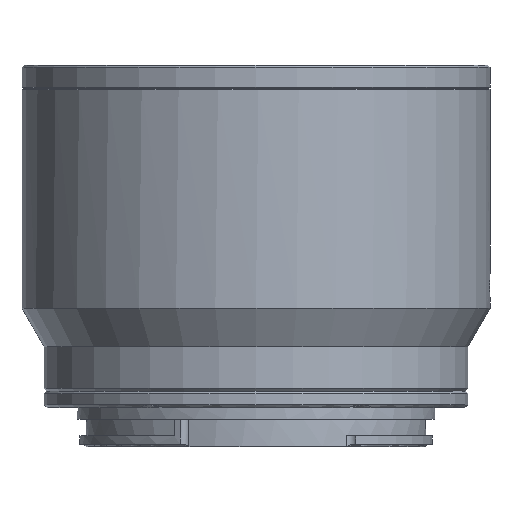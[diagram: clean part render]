
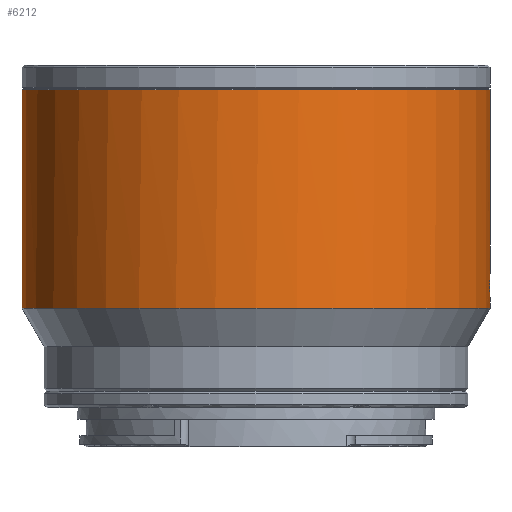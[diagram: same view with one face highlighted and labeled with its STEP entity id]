
A CAD part, front view. The second image highlights one B-rep face of the part: STEP entity #6212.
In plain terms, the highlighted cylindrical face has radius 42.5 mm (diameter 85 mm), a full revolution.
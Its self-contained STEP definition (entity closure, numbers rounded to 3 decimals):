
#242=LINE('',#15349,#581);
#243=LINE('',#15350,#582);
#581=VECTOR('',#9713,1000.);
#582=VECTOR('',#9714,1000.);
#1131=B_SPLINE_CURVE_WITH_KNOTS('',3,(#15351,#15352,#15353,#15354,#15355,
#15356,#15357,#15358,#15359,#15360,#15361,#15362,#15363,#15364,#15365,#15366,
#15367,#15368,#15369,#15370,#15371),.UNSPECIFIED.,.T.,.F.,(1,1,1,1,1,1,
1,1,1,1,1,1,1,1,1,1,1,1,1,1,1,1,1,1,1),(-0.177,-0.12,
-0.06,0.,0.005,0.065,0.127,
0.189,0.251,0.313,0.375,
0.437,0.5,0.542,0.598,
0.653,0.71,0.766,0.823,
0.88,0.94,1.,1.005,1.065,
1.127),.UNSPECIFIED.);
#1238=CYLINDRICAL_SURFACE('',#8480,42.5);
#1928=ORIENTED_EDGE('',*,*,#3429,.T.);
#1929=ORIENTED_EDGE('',*,*,#3430,.F.);
#1930=ORIENTED_EDGE('',*,*,#3186,.T.);
#1931=ORIENTED_EDGE('',*,*,#3431,.T.);
#1932=ORIENTED_EDGE('',*,*,#3417,.F.);
#1933=ORIENTED_EDGE('',*,*,#3432,.T.);
#3186=EDGE_CURVE('',#4047,#4046,#4607,.T.);
#3417=EDGE_CURVE('',#4219,#4219,#4700,.F.);
#3429=EDGE_CURVE('',#4227,#4228,#4704,.F.);
#3430=EDGE_CURVE('',#4047,#4228,#242,.T.);
#3431=EDGE_CURVE('',#4046,#4227,#243,.T.);
#3432=EDGE_CURVE('',#4229,#4229,#1131,.T.);
#4046=VERTEX_POINT('',#14484);
#4047=VERTEX_POINT('',#14486);
#4219=VERTEX_POINT('',#15309);
#4227=VERTEX_POINT('',#15347);
#4228=VERTEX_POINT('',#15348);
#4229=VERTEX_POINT('',#15372);
#4607=CIRCLE('',#8283,42.5);
#4700=CIRCLE('',#8473,42.5);
#4704=CIRCLE('',#8481,42.5);
#5153=EDGE_LOOP('',(#1928,#1929,#1930,#1931));
#5154=EDGE_LOOP('',(#1932));
#5155=EDGE_LOOP('',(#1933));
#5705=FACE_BOUND('',#5153,.T.);
#5706=FACE_BOUND('',#5154,.T.);
#5707=FACE_BOUND('',#5155,.T.);
#6212=ADVANCED_FACE('',(#5705,#5706,#5707),#1238,.T.);
#8283=AXIS2_PLACEMENT_3D('',#14485,#9222,#9223);
#8473=AXIS2_PLACEMENT_3D('',#15308,#9690,#9691);
#8480=AXIS2_PLACEMENT_3D('',#15345,#9709,#9710);
#8481=AXIS2_PLACEMENT_3D('',#15346,#9711,#9712);
#9222=DIRECTION('',(0.,0.,-1.));
#9223=DIRECTION('',(1.,0.,0.));
#9690=DIRECTION('',(0.,0.,1.));
#9691=DIRECTION('',(1.,0.,0.));
#9709=DIRECTION('',(0.,0.,1.));
#9710=DIRECTION('',(1.,0.,0.));
#9711=DIRECTION('',(0.,0.,1.));
#9712=DIRECTION('',(1.,0.,0.));
#9713=DIRECTION('',(0.,0.,1.));
#9714=DIRECTION('',(0.,0.,1.));
#14484=CARTESIAN_POINT('',(-25.313,34.139,52.95));
#14485=CARTESIAN_POINT('',(0.,0.,52.95));
#14486=CARTESIAN_POINT('',(-33.196,26.539,52.95));
#15308=CARTESIAN_POINT('',(0.,0.,18.));
#15309=CARTESIAN_POINT('',(42.5,0.,18.));
#15345=CARTESIAN_POINT('',(0.,0.,59.2));
#15346=CARTESIAN_POINT('',(0.,0.,57.7));
#15347=CARTESIAN_POINT('',(-25.313,34.139,57.7));
#15348=CARTESIAN_POINT('',(-33.196,26.539,57.7));
#15349=CARTESIAN_POINT('',(-33.196,26.539,52.95));
#15350=CARTESIAN_POINT('',(-25.313,34.139,52.106));
#15351=CARTESIAN_POINT('',(42.493,0.899,20.208));
#15352=CARTESIAN_POINT('',(42.5,0.335,20.014));
#15353=CARTESIAN_POINT('',(42.5,-0.248,19.931));
#15354=CARTESIAN_POINT('',(42.494,-0.854,19.973));
#15355=CARTESIAN_POINT('',(42.47,-1.655,20.347));
#15356=CARTESIAN_POINT('',(42.441,-2.248,21.01));
#15357=CARTESIAN_POINT('',(42.423,-2.559,21.851));
#15358=CARTESIAN_POINT('',(42.426,-2.514,22.741));
#15359=CARTESIAN_POINT('',(42.447,-2.145,23.557));
#15360=CARTESIAN_POINT('',(42.476,-1.49,24.158));
#15361=CARTESIAN_POINT('',(42.496,-0.733,24.448));
#15362=CARTESIAN_POINT('',(42.502,0.027,24.463));
#15363=CARTESIAN_POINT('',(42.495,0.746,24.263));
#15364=CARTESIAN_POINT('',(42.479,1.371,23.794));
#15365=CARTESIAN_POINT('',(42.461,1.841,23.11));
#15366=CARTESIAN_POINT('',(42.452,2.013,22.337));
#15367=CARTESIAN_POINT('',(42.457,1.921,21.503));
#15368=CARTESIAN_POINT('',(42.473,1.538,20.792));
#15369=CARTESIAN_POINT('',(42.493,0.899,20.208));
#15370=CARTESIAN_POINT('',(42.5,0.335,20.014));
#15371=CARTESIAN_POINT('',(42.5,-0.248,19.931));
#15372=CARTESIAN_POINT('',(42.5,0.081,19.978));
